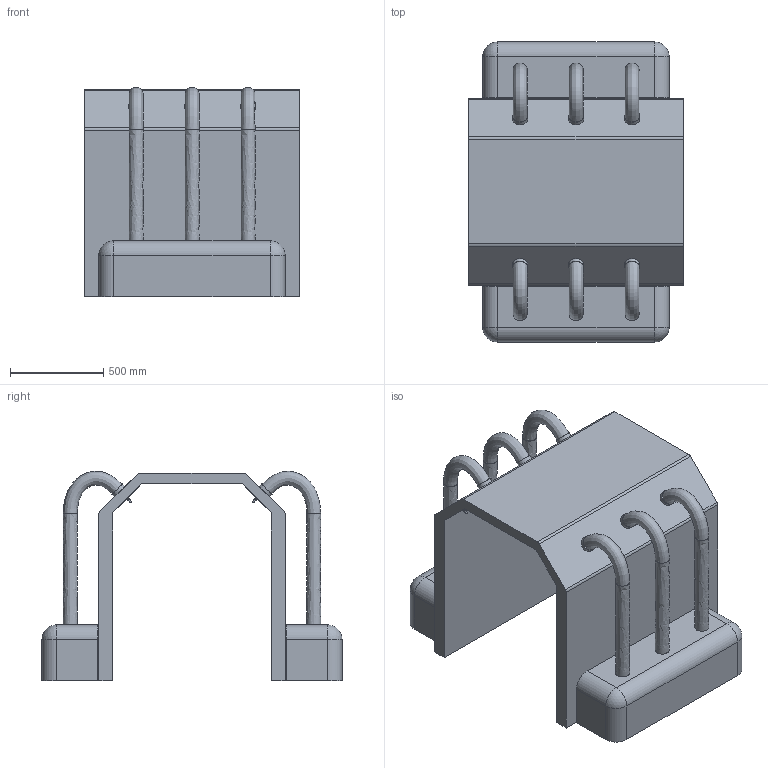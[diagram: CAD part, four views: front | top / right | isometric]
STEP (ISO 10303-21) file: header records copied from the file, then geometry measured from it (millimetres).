
FILE_DESCRIPTION(/* description */ ('','CAx-IF Rec.Pracs.---Representation and Presentation of Product Manufacturing Information (PMI)---4.0---2014-10-13'),/* implementation_level */ '2;1');
FILE_NAME(/* name */ 'Maquina salmuera v7.step',/* time_stamp */ '2024-12-13T17:00:41+01:00',/* author */ (''),/* organization */ (''),/* preprocessor_version */ 'ST-DEVELOPER v20',/* originating_system */ 'Autodesk Translation Framework v13.20.0.188',/* authorisation */ '');
FILE_SCHEMA (('AP242_MANAGED_MODEL_BASED_3D_ENGINEERING_MIM_LF { 1 0 10303 442 1 1 4 }'));
Length unit declared in the file: millimetre
Products named in the file (1): Maquina salmuera
Bounding box: 1149 x 1608.86 x 1123.57 mm (x, y, z)
Volume: 424222679.9 mm3; surface area: 11204789.3 mm2
Topology: 3 solids, 3 shells, 150 faces, 330 edges, 214 vertices
Faces by surface type: plane 54, bspline 40, cylinder 36, torus 16, sphere 4
Full cylindrical faces by diameter (mm): 15.4 x16, 80 x6
Entity records: 10530 total; most frequent: CARTESIAN_POINT 7259, ORIENTED_EDGE 660, DIRECTION 646, EDGE_CURVE 330, AXIS2_PLACEMENT_3D 269, VERTEX_POINT 214, EDGE_LOOP 178, CIRCLE 158
